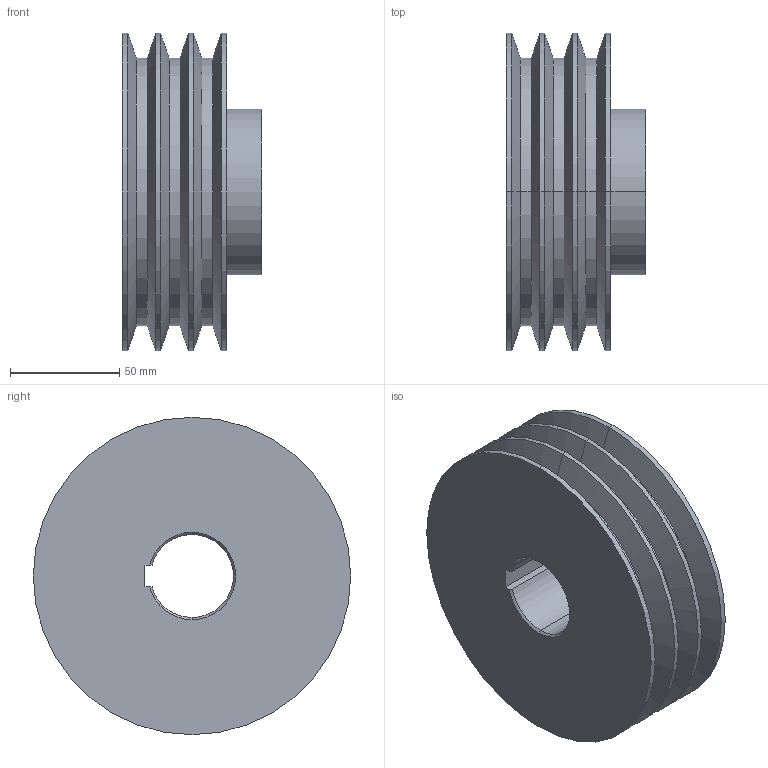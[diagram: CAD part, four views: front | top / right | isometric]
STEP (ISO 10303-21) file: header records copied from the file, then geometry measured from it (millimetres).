
FILE_DESCRIPTION (( 'STEP AP214' ), '1' );
FILE_NAME ('苤湍謫.STEP', '2022-11-24T06:05:23', ( '' ), ( '' ), 'SwSTEP 2.0', 'SolidWorks 2020', '' );
FILE_SCHEMA (( 'AUTOMOTIVE_DESIGN' ));
Length unit declared in the file: millimetre
Products named in the file (1): 苤湍謫
Bounding box: 64 x 145.5 x 145.5 mm (x, y, z)
Volume: 665051.9 mm3; surface area: 83322.4 mm2
Topology: 1 solids, 1 shells, 43 faces, 92 edges, 52 vertices
Faces by surface type: cylinder 19, cone 18, plane 6
Entity records: 1188 total; most frequent: DIRECTION 220, CARTESIAN_POINT 200, ORIENTED_EDGE 184, EDGE_CURVE 92, AXIS2_PLACEMENT_3D 88, VERTEX_POINT 52, EDGE_LOOP 46, LINE 44
